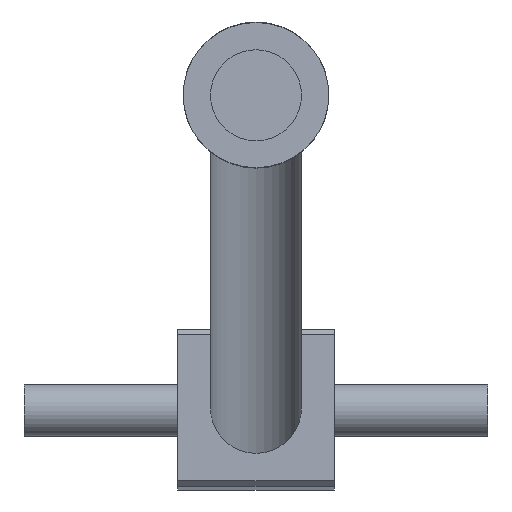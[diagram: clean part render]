
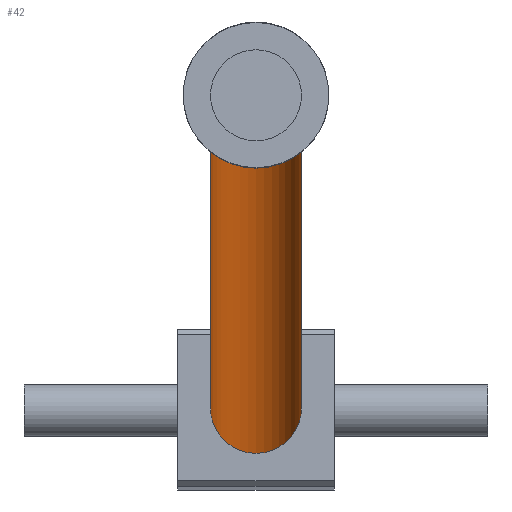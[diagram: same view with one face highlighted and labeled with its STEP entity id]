
A CAD part, front view. The second image highlights one B-rep face of the part: STEP entity #42.
In plain terms, the highlighted cylindrical face has radius 22.225 mm (diameter 44.45 mm), a full revolution.
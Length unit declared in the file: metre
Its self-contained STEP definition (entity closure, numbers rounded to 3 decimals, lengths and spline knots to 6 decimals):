
#42 = ADVANCED_FACE( '', ( #95, #96 ), #97, .T. );
#95 = FACE_OUTER_BOUND( '', #164, .T. );
#96 = FACE_OUTER_BOUND( '', #165, .T. );
#97 = CYLINDRICAL_SURFACE( '', #166, 0.022225 );
#164 = EDGE_LOOP( '', ( #227 ) );
#165 = EDGE_LOOP( '', ( #228 ) );
#166 = AXIS2_PLACEMENT_3D( '', #229, #230, #231 );
#227 = ORIENTED_EDGE( '', *, *, #363, .T. );
#228 = ORIENTED_EDGE( '', *, *, #364, .F. );
#229 = CARTESIAN_POINT( '', ( 0., -2.982377, 1.899365 ) );
#230 = DIRECTION( '', ( 0., -0.999, 0.035 ) );
#231 = DIRECTION( '', ( 0., 0.035, 0.999 ) );
#363 = EDGE_CURVE( '', #413, #413, #414, .T. );
#364 = EDGE_CURVE( '', #415, #415, #416, .T. );
#413 = VERTEX_POINT( '', #487 );
#414 = CIRCLE( '', #488, 0.022225 );
#415 = VERTEX_POINT( '', #489 );
#416 = CIRCLE( '', #490, 0.022225 );
#487 = CARTESIAN_POINT( '', ( 0., 2.831229, 1.672959 ) );
#488 = AXIS2_PLACEMENT_3D( '', #584, #585, #586 );
#489 = CARTESIAN_POINT( '', ( 0., -1.50904, 1.825384 ) );
#490 = AXIS2_PLACEMENT_3D( '', #587, #588, #589 );
#584 = CARTESIAN_POINT( '', ( 0., 2.832009, 1.69517 ) );
#585 = DIRECTION( '', ( 0., -0.999, 0.035 ) );
#586 = DIRECTION( '', ( 0., -0.035, -0.999 ) );
#587 = CARTESIAN_POINT( '', ( 0., -1.50826, 1.847596 ) );
#588 = DIRECTION( '', ( 0., -0.999, 0.035 ) );
#589 = DIRECTION( '', ( 0., -0.035, -0.999 ) );
